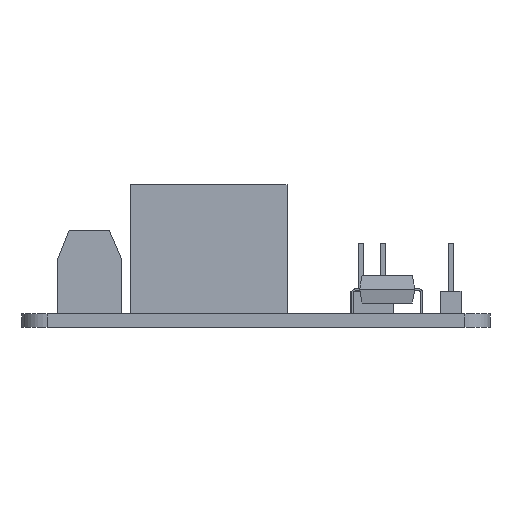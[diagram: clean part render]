
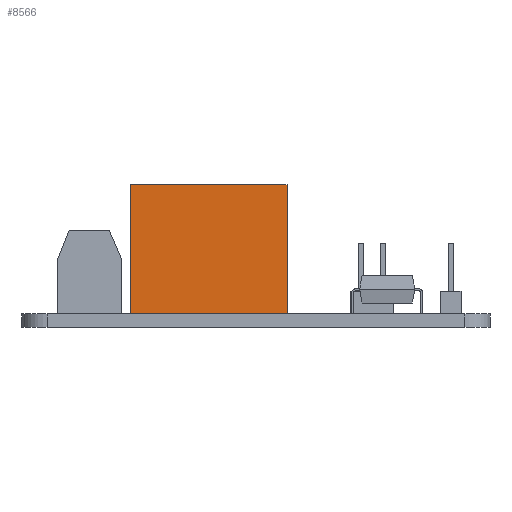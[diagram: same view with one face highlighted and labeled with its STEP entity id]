
A CAD part, left-side view. The second image highlights one B-rep face of the part: STEP entity #8566.
In plain terms, the highlighted planar face has unit normal (-1, 0, 0).
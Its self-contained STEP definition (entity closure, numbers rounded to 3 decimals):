
#844 = ORIENTED_EDGE ( 'NONE', *, *, #22774, .T. ) ;
#1029 = EDGE_CURVE ( 'NONE', #16182, #8375, #11788, .T. ) ;
#1175 = CARTESIAN_POINT ( 'NONE',  ( 4.92, 43.06, 17.06 ) ) ;
#1696 = VERTEX_POINT ( 'NONE', #1175 ) ;
#2232 = DIRECTION ( 'NONE',  ( 0., 0., -1. ) ) ;
#3446 = CARTESIAN_POINT ( 'NONE',  ( 4.92, 24.29, 17.06 ) ) ;
#4590 = PLANE ( 'NONE',  #20702 ) ;
#5314 = DIRECTION ( 'NONE',  ( 0., 0., -1. ) ) ;
#6001 = DIRECTION ( 'NONE',  ( 0., -1., 0. ) ) ;
#7792 = CARTESIAN_POINT ( 'NONE',  ( 4.92, 43.06, 17.06 ) ) ;
#8375 = VERTEX_POINT ( 'NONE', #15663 ) ;
#8566 = ADVANCED_FACE ( 'NONE', ( #16860 ), #4590, .F. ) ;
#8572 = VECTOR ( 'NONE', #13882, 1000. ) ;
#8894 = DIRECTION ( 'NONE',  ( 1., 0., 0. ) ) ;
#10607 = VECTOR ( 'NONE', #5314, 1000. ) ;
#10652 = DIRECTION ( 'NONE',  ( 0., 1., 0. ) ) ;
#10670 = LINE ( 'NONE', #3446, #10607 ) ;
#10948 = EDGE_LOOP ( 'NONE', ( #14765, #12303, #20955, #844 ) ) ;
#11522 = EDGE_CURVE ( 'NONE', #1696, #19759, #22139, .T. ) ;
#11712 = VECTOR ( 'NONE', #2232, 1000. ) ;
#11788 = LINE ( 'NONE', #22477, #8572 ) ;
#12275 = CARTESIAN_POINT ( 'NONE',  ( 4.92, 43.06, 17.06 ) ) ;
#12303 = ORIENTED_EDGE ( 'NONE', *, *, #20102, .F. ) ;
#12733 = LINE ( 'NONE', #14744, #11712 ) ;
#13882 = DIRECTION ( 'NONE',  ( 0., -1., 0. ) ) ;
#14744 = CARTESIAN_POINT ( 'NONE',  ( 4.92, 43.06, 17.06 ) ) ;
#14765 = ORIENTED_EDGE ( 'NONE', *, *, #1029, .T. ) ;
#15663 = CARTESIAN_POINT ( 'NONE',  ( 4.92, 24.29, 1.6 ) ) ;
#16182 = VERTEX_POINT ( 'NONE', #23082 ) ;
#16834 = VECTOR ( 'NONE', #6001, 1000. ) ;
#16860 = FACE_OUTER_BOUND ( 'NONE', #10948, .T. ) ;
#17823 = CARTESIAN_POINT ( 'NONE',  ( 4.92, 24.29, 17.06 ) ) ;
#19759 = VERTEX_POINT ( 'NONE', #17823 ) ;
#20102 = EDGE_CURVE ( 'NONE', #19759, #8375, #10670, .T. ) ;
#20702 = AXIS2_PLACEMENT_3D ( 'NONE', #12275, #8894, #10652 ) ;
#20955 = ORIENTED_EDGE ( 'NONE', *, *, #11522, .F. ) ;
#22139 = LINE ( 'NONE', #7792, #16834 ) ;
#22477 = CARTESIAN_POINT ( 'NONE',  ( 4.92, 43.06, 1.6 ) ) ;
#22774 = EDGE_CURVE ( 'NONE', #1696, #16182, #12733, .T. ) ;
#23082 = CARTESIAN_POINT ( 'NONE',  ( 4.92, 43.06, 1.6 ) ) ;
